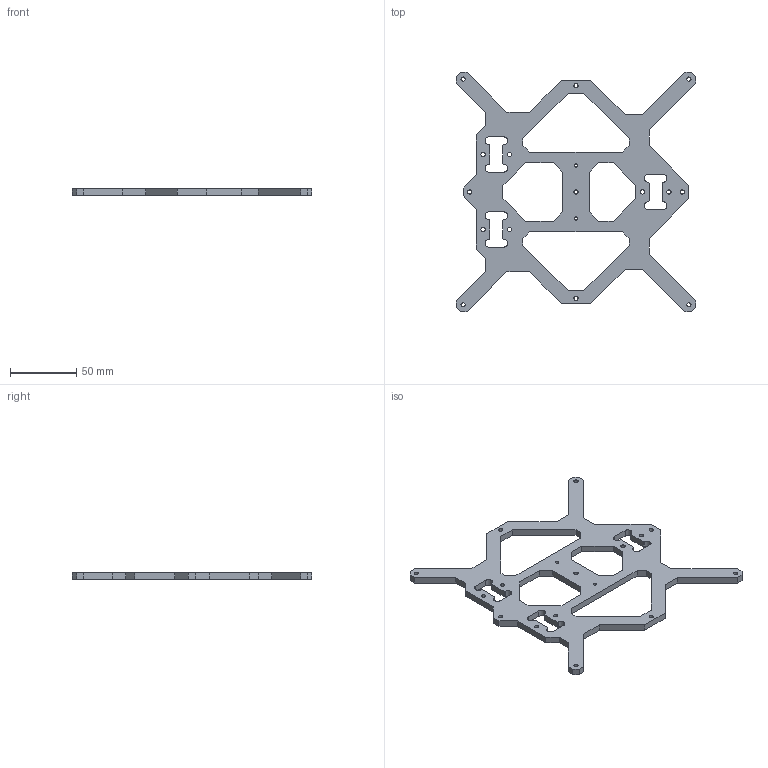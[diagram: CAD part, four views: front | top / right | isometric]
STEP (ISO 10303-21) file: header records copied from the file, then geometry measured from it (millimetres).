
FILE_DESCRIPTION(/* description */ (''),/* implementation_level */ '2;1');
FILE_NAME(/* name */ 'MINI-heatbed-carrieage.stp',/* time_stamp */ '2019',/* author */ ('Robert Turinsky'),/* organization */ (''),/* preprocessor_version */ 'ST-DEVELOPER v17.2',/* originating_system */ 'Autodesk Inventor 2019',/* authorisation */ '');
FILE_SCHEMA (('AUTOMOTIVE_DESIGN { 1 0 10303 214 3 1 1 }'));
Length unit declared in the file: millimetre
Products named in the file (1): y-carriage
Bounding box: 180 x 180 x 5 mm (x, y, z)
Volume: 61023.1 mm3; surface area: 34463.5 mm2
Topology: 1 solids, 1 shells, 131 faces, 387 edges, 258 vertices
Faces by surface type: plane 102, cylinder 29
Full cylindrical faces by diameter (mm): 2.5 x2, 3.2 x15
Entity records: 4476 total; most frequent: CARTESIAN_POINT 777, ORIENTED_EDGE 774, DIRECTION 709, EDGE_CURVE 387, LINE 329, VECTOR 329, VERTEX_POINT 258, AXIS2_PLACEMENT_3D 190
